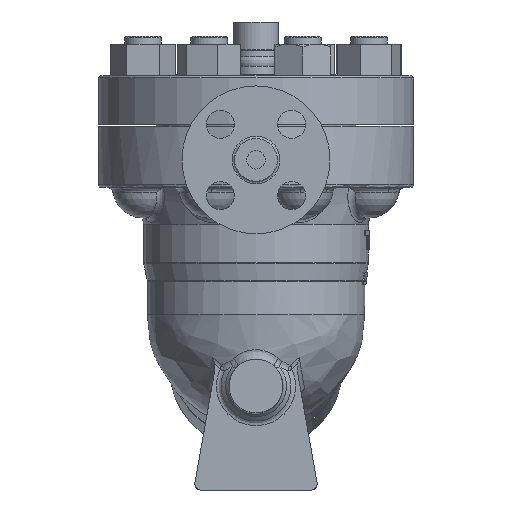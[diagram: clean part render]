
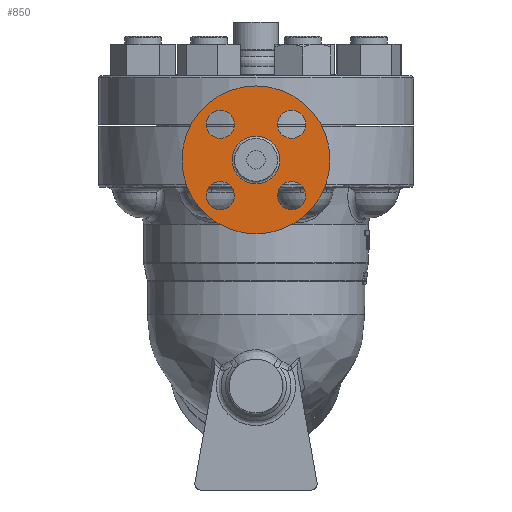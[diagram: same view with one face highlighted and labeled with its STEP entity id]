
A CAD part, left-side view. The second image highlights one B-rep face of the part: STEP entity #850.
In plain terms, the highlighted free-form (B-spline) face has degree [1, 1] with [2, 2] control points.
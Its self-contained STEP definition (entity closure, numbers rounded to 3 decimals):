
#517=CARTESIAN_POINT('',(-264.6,0.0,83.));
#518=VERTEX_POINT('',#517);
#519=CARTESIAN_POINT('',(-264.6,0.0,22.5));
#520=DIRECTION('',(-1.0,0.0,0.0));
#521=DIRECTION('',(0.0,0.0,1.0));
#522=AXIS2_PLACEMENT_3D('',#519,#520,#521);
#523=CIRCLE('',#522,60.5);
#524=EDGE_CURVE('',#518,#518,#523,.T.);
#731=CARTESIAN_POINT('',(-264.6,0.,41.95));
#732=VERTEX_POINT('',#731);
#733=CARTESIAN_POINT('',(-264.6,0.0,22.5));
#734=DIRECTION('',(-1.0,0.0,0.0));
#735=DIRECTION('',(0.0,0.0,-1.0));
#736=AXIS2_PLACEMENT_3D('',#733,#734,#735);
#737=CIRCLE('',#736,19.45);
#738=EDGE_CURVE('',#732,#732,#737,.T.);
#795=CARTESIAN_POINT('',(-264.6,60.5,83.));
#796=CARTESIAN_POINT('',(-264.6,60.5,-38.));
#797=CARTESIAN_POINT('',(-264.6,-60.5,83.));
#798=CARTESIAN_POINT('',(-264.6,-60.5,-38.));
#799=B_SPLINE_SURFACE_WITH_KNOTS('',1,1,((#795,#797),(#796,#798)),.UNSPECIFIED.,.F.,.F.,.U.,(2,2),(2,2),(0.0,121.),(0.0,121.),.UNSPECIFIED.);
#800=ORIENTED_EDGE('',*,*,#524,.T.);
#801=EDGE_LOOP('',(#800));
#802=FACE_OUTER_BOUND('',#801,.T.);
#803=CARTESIAN_POINT('',(-264.6,29.168,40.168));
#804=VERTEX_POINT('',#803);
#805=CARTESIAN_POINT('',(-264.6,29.168,51.668));
#806=DIRECTION('',(1.0,0.0,0.0));
#807=DIRECTION('',(0.0,0.0,-1.0));
#808=AXIS2_PLACEMENT_3D('',#805,#806,#807);
#809=CIRCLE('',#808,11.5);
#810=EDGE_CURVE('',#804,#804,#809,.T.);
#811=ORIENTED_EDGE('',*,*,#810,.T.);
#812=EDGE_LOOP('',(#811));
#813=FACE_BOUND('',#812,.T.);
#814=CARTESIAN_POINT('',(-264.6,17.668,-6.668));
#815=VERTEX_POINT('',#814);
#816=CARTESIAN_POINT('',(-264.6,29.168,-6.668));
#817=DIRECTION('',(1.0,0.0,0.0));
#818=DIRECTION('',(0.0,-1.0,0.0));
#819=AXIS2_PLACEMENT_3D('',#816,#817,#818);
#820=CIRCLE('',#819,11.5);
#821=EDGE_CURVE('',#815,#815,#820,.T.);
#822=ORIENTED_EDGE('',*,*,#821,.T.);
#823=EDGE_LOOP('',(#822));
#824=FACE_BOUND('',#823,.T.);
#825=CARTESIAN_POINT('',(-264.6,-29.168,4.832));
#826=VERTEX_POINT('',#825);
#827=CARTESIAN_POINT('',(-264.6,-29.168,-6.668));
#828=DIRECTION('',(1.0,0.0,0.0));
#829=DIRECTION('',(0.0,0.0,1.0));
#830=AXIS2_PLACEMENT_3D('',#827,#828,#829);
#831=CIRCLE('',#830,11.5);
#832=EDGE_CURVE('',#826,#826,#831,.T.);
#833=ORIENTED_EDGE('',*,*,#832,.T.);
#834=EDGE_LOOP('',(#833));
#835=FACE_BOUND('',#834,.T.);
#836=CARTESIAN_POINT('',(-264.6,-17.668,51.668));
#837=VERTEX_POINT('',#836);
#838=CARTESIAN_POINT('',(-264.6,-29.168,51.668));
#839=DIRECTION('',(1.0,0.0,0.0));
#840=DIRECTION('',(0.0,1.0,0.0));
#841=AXIS2_PLACEMENT_3D('',#838,#839,#840);
#842=CIRCLE('',#841,11.5);
#843=EDGE_CURVE('',#837,#837,#842,.T.);
#844=ORIENTED_EDGE('',*,*,#843,.T.);
#845=EDGE_LOOP('',(#844));
#846=FACE_BOUND('',#845,.T.);
#847=ORIENTED_EDGE('',*,*,#738,.F.);
#848=EDGE_LOOP('',(#847));
#849=FACE_BOUND('',#848,.T.);
#850=ADVANCED_FACE('',(#802,#813,#824,#835,#846,#849),#799,.T.);
